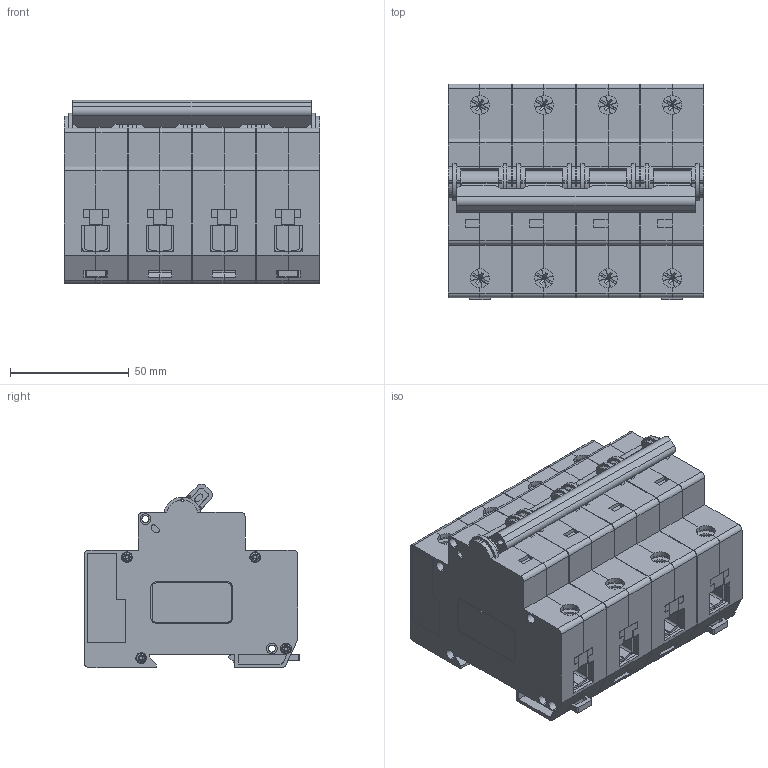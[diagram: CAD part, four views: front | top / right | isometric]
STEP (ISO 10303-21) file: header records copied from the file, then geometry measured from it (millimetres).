
FILE_DESCRIPTION (( 'STEP AP214' ), '1' );
FILE_NAME ('Àâòîìàòè÷åñêèé âûêëþ÷àòåëü ÂÀ 47-125, 4P 125À (D) 15kA EKF Proxima (mcb47125-4-125D).STEP', '2024-04-16T06:06:19', ( '' ), ( '' ), 'SwSTEP 2.0', 'SolidWorks 2021', '' );
FILE_SCHEMA (( 'AUTOMOTIVE_DESIGN' ));
Length unit declared in the file: millimetre
Products named in the file (1): Àâòîìàòè÷åñêèé âûêëþ÷àòåëü ÂÀ 47-125, 4P 125À (D) 15kA EKF Proxima (mcb47125-4-125D)
Bounding box: 107.8 x 90.8 x 77.17 mm (x, y, z)
Volume: 502657.6 mm3; surface area: 146889.7 mm2
Topology: 59 solids, 59 shells, 2786 faces, 7052 edges, 4560 vertices
Faces by surface type: plane 1838, cylinder 772, torus 104, cone 72
Entity records: 91377 total; most frequent: CARTESIAN_POINT 15295, DIRECTION 14362, ORIENTED_EDGE 14104, EDGE_CURVE 7052, VECTOR 4932, LINE 4932, AXIS2_PLACEMENT_3D 4715, VERTEX_POINT 4560
